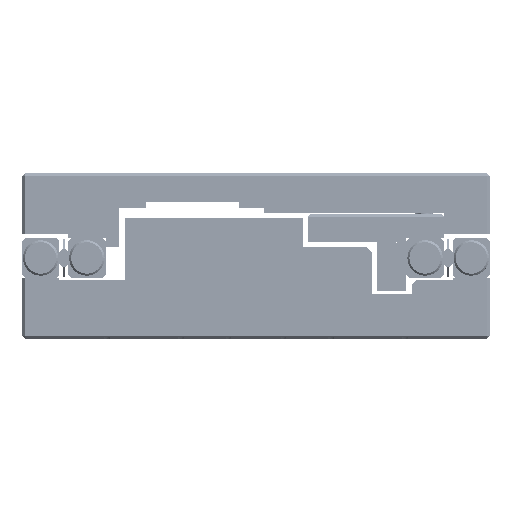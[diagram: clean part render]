
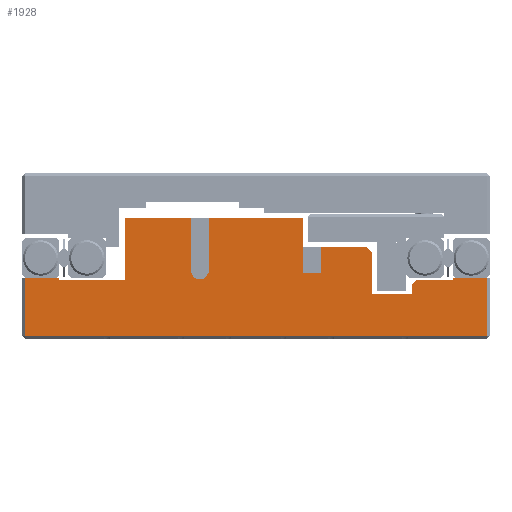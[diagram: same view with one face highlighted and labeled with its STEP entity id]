
A CAD part, left-side view. The second image highlights one B-rep face of the part: STEP entity #1928.
In plain terms, the highlighted planar face has unit normal (-1, 0, 0).
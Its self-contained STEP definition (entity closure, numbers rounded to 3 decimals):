
#1928=ADVANCED_FACE('',(#2956),#2582,.F.);
#2582=PLANE('',#12038);
#2956=FACE_OUTER_BOUND('',#3372,.T.);
#3372=EDGE_LOOP('',(#4938,#4939,#4940,#4941,#4942,#4943,#4944,#4945,#4946,
#4947,#4948,#4949,#4950,#4951,#4952,#4953,#4954,#4955,#4956,#4957,#4958,
#4959,#4960,#4961));
#4938=ORIENTED_EDGE('',*,*,#8941,.F.);
#4939=ORIENTED_EDGE('',*,*,#8989,.T.);
#4940=ORIENTED_EDGE('',*,*,#8869,.F.);
#4941=ORIENTED_EDGE('',*,*,#8990,.F.);
#4942=ORIENTED_EDGE('',*,*,#8991,.T.);
#4943=ORIENTED_EDGE('',*,*,#8897,.F.);
#4944=ORIENTED_EDGE('',*,*,#8873,.F.);
#4945=ORIENTED_EDGE('',*,*,#8992,.F.);
#4946=ORIENTED_EDGE('',*,*,#8993,.F.);
#4947=ORIENTED_EDGE('',*,*,#8994,.T.);
#4948=ORIENTED_EDGE('',*,*,#8886,.F.);
#4949=ORIENTED_EDGE('',*,*,#8932,.F.);
#4950=ORIENTED_EDGE('',*,*,#8929,.F.);
#4951=ORIENTED_EDGE('',*,*,#8918,.F.);
#4952=ORIENTED_EDGE('',*,*,#8760,.F.);
#4953=ORIENTED_EDGE('',*,*,#8995,.T.);
#4954=ORIENTED_EDGE('',*,*,#8508,.T.);
#4955=ORIENTED_EDGE('',*,*,#8996,.T.);
#4956=ORIENTED_EDGE('',*,*,#8809,.F.);
#4957=ORIENTED_EDGE('',*,*,#8971,.F.);
#4958=ORIENTED_EDGE('',*,*,#8963,.F.);
#4959=ORIENTED_EDGE('',*,*,#8997,.T.);
#4960=ORIENTED_EDGE('',*,*,#8846,.F.);
#4961=ORIENTED_EDGE('',*,*,#8950,.F.);
#7400=VERTEX_POINT('',#16300);
#7401=VERTEX_POINT('',#16302);
#7614=VERTEX_POINT('',#16855);
#7615=VERTEX_POINT('',#16857);
#7661=VERTEX_POINT('',#16966);
#7662=VERTEX_POINT('',#16968);
#7694=VERTEX_POINT('',#17069);
#7695=VERTEX_POINT('',#17070);
#7714=VERTEX_POINT('',#17117);
#7715=VERTEX_POINT('',#17118);
#7716=VERTEX_POINT('',#17123);
#7717=VERTEX_POINT('',#17125);
#7719=VERTEX_POINT('',#17130);
#7729=VERTEX_POINT('',#17150);
#7738=VERTEX_POINT('',#17173);
#7750=VERTEX_POINT('',#17209);
#7758=VERTEX_POINT('',#17229);
#7764=VERTEX_POINT('',#17250);
#7765=VERTEX_POINT('',#17252);
#7780=VERTEX_POINT('',#17291);
#7781=VERTEX_POINT('',#17293);
#7794=VERTEX_POINT('',#17336);
#7795=VERTEX_POINT('',#17339);
#7796=VERTEX_POINT('',#17341);
#8508=EDGE_CURVE('',#7401,#7400,#10030,.T.);
#8760=EDGE_CURVE('',#7614,#7615,#10193,.T.);
#8809=EDGE_CURVE('',#7661,#7662,#10224,.T.);
#8846=EDGE_CURVE('',#7694,#7695,#10244,.T.);
#8869=EDGE_CURVE('',#7714,#7715,#10264,.T.);
#8873=EDGE_CURVE('',#7716,#7717,#10268,.T.);
#8886=EDGE_CURVE('',#7729,#7719,#10279,.T.);
#8897=EDGE_CURVE('',#7717,#7738,#10290,.T.);
#8918=EDGE_CURVE('',#7615,#7750,#10310,.T.);
#8929=EDGE_CURVE('',#7750,#7758,#10317,.T.);
#8932=EDGE_CURVE('',#7758,#7729,#10320,.T.);
#8941=EDGE_CURVE('',#7764,#7765,#10329,.T.);
#8950=EDGE_CURVE('',#7765,#7694,#10337,.T.);
#8963=EDGE_CURVE('',#7780,#7781,#10345,.T.);
#8971=EDGE_CURVE('',#7781,#7661,#10353,.T.);
#8989=EDGE_CURVE('',#7764,#7715,#10371,.T.);
#8990=EDGE_CURVE('',#7794,#7714,#10372,.T.);
#8991=EDGE_CURVE('',#7794,#7738,#10373,.T.);
#8992=EDGE_CURVE('',#7795,#7716,#10374,.T.);
#8993=EDGE_CURVE('',#7796,#7795,#10375,.T.);
#8994=EDGE_CURVE('',#7796,#7719,#10376,.T.);
#8995=EDGE_CURVE('',#7614,#7401,#10377,.T.);
#8996=EDGE_CURVE('',#7400,#7662,#10378,.T.);
#8997=EDGE_CURVE('',#7780,#7695,#10379,.T.);
#10030=LINE('',#16301,#10960);
#10193=LINE('',#16856,#11123);
#10224=LINE('',#16967,#11154);
#10244=LINE('',#17068,#11174);
#10264=LINE('',#17116,#11194);
#10268=LINE('',#17124,#11198);
#10279=LINE('',#17151,#11209);
#10290=LINE('',#17172,#11220);
#10310=LINE('',#17208,#11240);
#10317=LINE('',#17228,#11247);
#10320=LINE('',#17234,#11250);
#10329=LINE('',#17251,#11259);
#10337=LINE('',#17268,#11267);
#10345=LINE('',#17292,#11275);
#10353=LINE('',#17306,#11283);
#10371=LINE('',#17334,#11301);
#10372=LINE('',#17335,#11302);
#10373=LINE('',#17337,#11303);
#10374=LINE('',#17338,#11304);
#10375=LINE('',#17340,#11305);
#10376=LINE('',#17342,#11306);
#10377=LINE('',#17343,#11307);
#10378=LINE('',#17344,#11308);
#10379=LINE('',#17345,#11309);
#10960=VECTOR('',#13049,1.);
#11123=VECTOR('',#13376,1.);
#11154=VECTOR('',#13441,1.);
#11174=VECTOR('',#13495,1.);
#11194=VECTOR('',#13531,1.);
#11198=VECTOR('',#13537,1.);
#11209=VECTOR('',#13554,1.);
#11220=VECTOR('',#13569,1.);
#11240=VECTOR('',#13597,1.);
#11247=VECTOR('',#13614,1.);
#11250=VECTOR('',#13619,1.);
#11259=VECTOR('',#13634,1.);
#11267=VECTOR('',#13646,1.);
#11275=VECTOR('',#13668,1.);
#11283=VECTOR('',#13678,1.);
#11301=VECTOR('',#13700,1.);
#11302=VECTOR('',#13701,1.);
#11303=VECTOR('',#13702,1.);
#11304=VECTOR('',#13703,1.);
#11305=VECTOR('',#13704,1.);
#11306=VECTOR('',#13705,1.);
#11307=VECTOR('',#13706,1.);
#11308=VECTOR('',#13707,1.);
#11309=VECTOR('',#13708,1.);
#12038=AXIS2_PLACEMENT_3D('',#17346,#13709,#13710);
#13049=DIRECTION('',(0.,-1.,0.));
#13376=DIRECTION('',(0.,-1.,0.));
#13441=DIRECTION('',(0.,-1.,0.));
#13495=DIRECTION('',(0.,0.,1.));
#13531=DIRECTION('',(0.,-1.,0.));
#13537=DIRECTION('',(0.,-1.,0.));
#13554=DIRECTION('',(0.,-1.,0.));
#13569=DIRECTION('',(0.,0.,-1.));
#13597=DIRECTION('',(0.,0.,-1.));
#13614=DIRECTION('',(0.,-1.,0.));
#13619=DIRECTION('',(0.,0.,1.));
#13634=DIRECTION('',(0.,0.,-1.));
#13646=DIRECTION('',(0.,-1.,0.));
#13668=DIRECTION('',(0.,-1.,0.));
#13678=DIRECTION('',(0.,0.,1.));
#13700=DIRECTION('',(0.,0.707,0.707));
#13701=DIRECTION('',(0.,0.,1.));
#13702=DIRECTION('',(0.,1.,0.));
#13703=DIRECTION('',(0.,0.,1.));
#13704=DIRECTION('',(0.,-1.,0.));
#13705=DIRECTION('',(0.,0.,1.));
#13706=DIRECTION('',(0.,0.,-1.));
#13707=DIRECTION('',(0.,0.,1.));
#13708=DIRECTION('',(0.,0.707,-0.707));
#13709=DIRECTION('',(1.,0.,0.));
#13710=DIRECTION('',(0.,0.,-1.));
#16300=CARTESIAN_POINT('',(-20.,-23.5,0.3));
#16301=CARTESIAN_POINT('',(-20.,0.,0.3));
#16302=CARTESIAN_POINT('',(-20.,23.5,0.3));
#16855=CARTESIAN_POINT('',(-20.,23.5,6.2));
#16856=CARTESIAN_POINT('',(-20.,23.8,6.2));
#16857=CARTESIAN_POINT('',(-20.,20.,6.2));
#16966=CARTESIAN_POINT('',(-20.,-20.,6.2));
#16967=CARTESIAN_POINT('',(-20.,-20.,6.2));
#16968=CARTESIAN_POINT('',(-20.,-23.5,6.2));
#17068=CARTESIAN_POINT('',(-20.,-15.9,4.5));
#17069=CARTESIAN_POINT('',(-20.,-15.9,4.5));
#17070=CARTESIAN_POINT('',(-20.,-15.9,5.5));
#17116=CARTESIAN_POINT('',(-20.,-4.8,9.3));
#17117=CARTESIAN_POINT('',(-20.,-6.6,9.3));
#17118=CARTESIAN_POINT('',(-20.,-11.3,9.3));
#17123=CARTESIAN_POINT('',(-20.,4.8,12.3));
#17124=CARTESIAN_POINT('',(-20.,13.3,12.3));
#17125=CARTESIAN_POINT('',(-20.,-4.8,12.3));
#17130=CARTESIAN_POINT('',(-20.,6.6,12.3));
#17150=CARTESIAN_POINT('',(-20.,13.3,12.3));
#17151=CARTESIAN_POINT('',(-20.,13.3,12.3));
#17172=CARTESIAN_POINT('',(-20.,-4.8,12.3));
#17173=CARTESIAN_POINT('',(-20.,-4.8,6.65));
#17208=CARTESIAN_POINT('',(-20.,20.,6.2));
#17209=CARTESIAN_POINT('',(-20.,20.,6.));
#17228=CARTESIAN_POINT('',(-20.,20.,6.));
#17229=CARTESIAN_POINT('',(-20.,13.3,6.));
#17234=CARTESIAN_POINT('',(-20.,13.3,6.));
#17250=CARTESIAN_POINT('',(-20.,-11.8,8.8));
#17251=CARTESIAN_POINT('',(-20.,-11.8,9.3));
#17252=CARTESIAN_POINT('',(-20.,-11.8,4.5));
#17268=CARTESIAN_POINT('',(-20.,-11.8,4.5));
#17291=CARTESIAN_POINT('',(-20.,-16.4,6.));
#17292=CARTESIAN_POINT('',(-20.,-15.9,6.));
#17293=CARTESIAN_POINT('',(-20.,-20.,6.));
#17306=CARTESIAN_POINT('',(-20.,-20.,6.));
#17334=CARTESIAN_POINT('',(-20.,-11.8,8.8));
#17335=CARTESIAN_POINT('',(-20.,-6.6,6.65));
#17336=CARTESIAN_POINT('',(-20.,-6.6,6.65));
#17337=CARTESIAN_POINT('',(-20.,-6.6,6.65));
#17338=CARTESIAN_POINT('',(-20.,4.8,6.65));
#17339=CARTESIAN_POINT('',(-20.,4.8,6.65));
#17340=CARTESIAN_POINT('',(-20.,6.6,6.65));
#17341=CARTESIAN_POINT('',(-20.,6.6,6.65));
#17342=CARTESIAN_POINT('',(-20.,6.6,6.65));
#17343=CARTESIAN_POINT('',(-20.,23.5,0.));
#17344=CARTESIAN_POINT('',(-20.,-23.5,0.));
#17345=CARTESIAN_POINT('',(-20.,-16.4,6.));
#17346=CARTESIAN_POINT('',(-20.,0.,0.));
